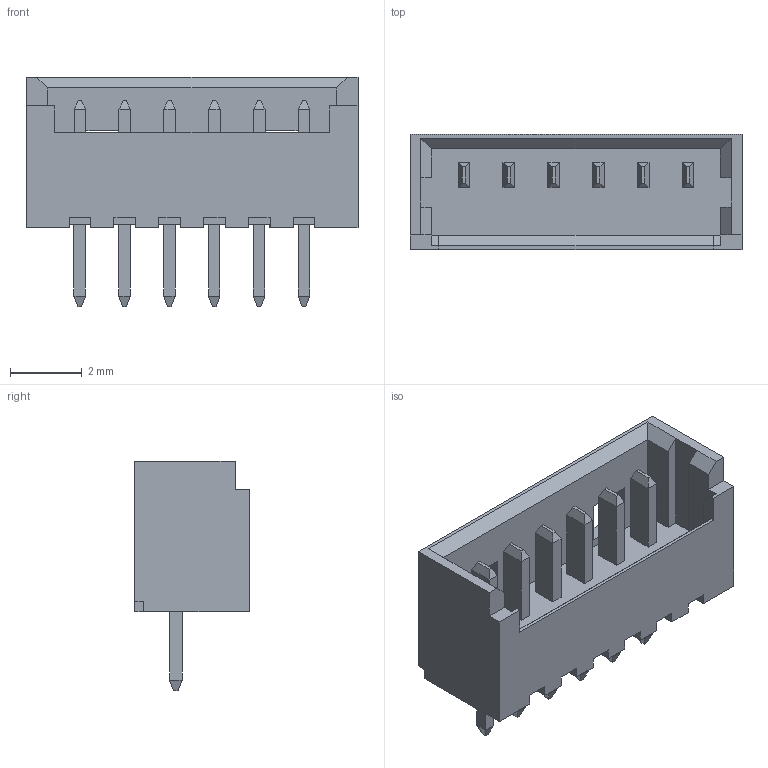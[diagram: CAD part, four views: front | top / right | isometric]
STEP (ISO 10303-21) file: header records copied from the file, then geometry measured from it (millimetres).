
FILE_DESCRIPTION (( 'STEP AP214' ), '1' );
FILE_NAME ('E9831A06-3B0A-4D86-892B-E356FD6D8424.STEP', '2022-09-30T09:02:58', ( '' ), ( '' ), 'SwSTEP 2.0', 'SolidWorks 2022', '' );
FILE_SCHEMA (( 'AUTOMOTIVE_DESIGN' ));
Length unit declared in the file: millimetre
Products named in the file (1): E9831A06-3B0A-4D86-892B-E356FD6D8424
Bounding box: 9.25 x 3.2 x 6.4 mm (x, y, z)
Volume: 61.4 mm3; surface area: 248.3 mm2
Topology: 1 solids, 1 shells, 238 faces, 607 edges, 384 vertices
Faces by surface type: plane 236, cylinder 2
Entity records: 9619 total; most frequent: CARTESIAN_POINT 1230, ORIENTED_EDGE 1214, DIRECTION 1089, EDGE_CURVE 607, LINE 603, VECTOR 603, VERTEX_POINT 384, EDGE_LOOP 255
